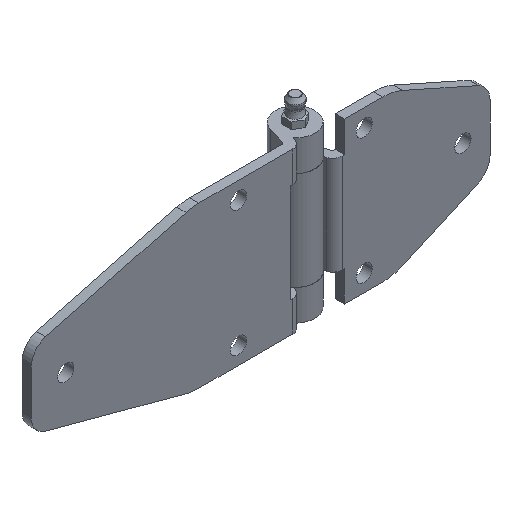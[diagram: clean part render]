
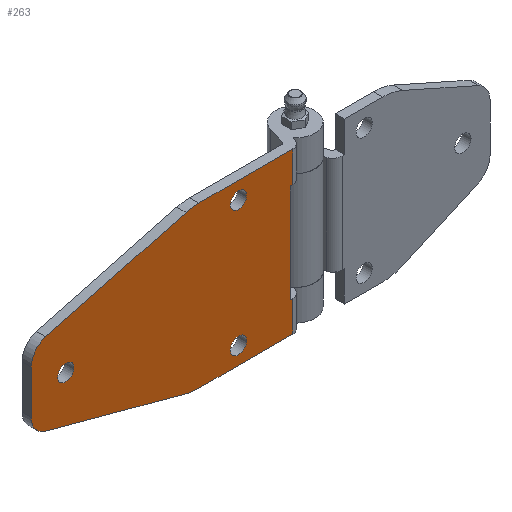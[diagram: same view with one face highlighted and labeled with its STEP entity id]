
A CAD part, isometric view. The second image highlights one B-rep face of the part: STEP entity #263.
In plain terms, the highlighted planar face has unit normal (0, -1, 0).
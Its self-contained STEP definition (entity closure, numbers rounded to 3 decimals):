
#263 = ADVANCED_FACE( '', ( #531, #532, #533, #534 ), #535, .F. );
#531 = FACE_BOUND( '', #821, .T. );
#532 = FACE_BOUND( '', #822, .T. );
#533 = FACE_BOUND( '', #823, .T. );
#534 = FACE_OUTER_BOUND( '', #824, .T. );
#535 = PLANE( '', #825 );
#821 = EDGE_LOOP( '', ( #1398 ) );
#822 = EDGE_LOOP( '', ( #1399 ) );
#823 = EDGE_LOOP( '', ( #1400 ) );
#824 = EDGE_LOOP( '', ( #1401, #1402, #1403, #1404, #1405, #1406, #1407, #1408, #1409, #1410, #1411, #1412, #1413, #1414 ) );
#825 = AXIS2_PLACEMENT_3D( '', #1415, #1416, #1417 );
#1398 = ORIENTED_EDGE( '', *, *, #1570, .T. );
#1399 = ORIENTED_EDGE( '', *, *, #1567, .T. );
#1400 = ORIENTED_EDGE( '', *, *, #1598, .T. );
#1401 = ORIENTED_EDGE( '', *, *, #1480, .F. );
#1402 = ORIENTED_EDGE( '', *, *, #1557, .F. );
#1403 = ORIENTED_EDGE( '', *, *, #1497, .F. );
#1404 = ORIENTED_EDGE( '', *, *, #1592, .F. );
#1405 = ORIENTED_EDGE( '', *, *, #1608, .T. );
#1406 = ORIENTED_EDGE( '', *, *, #1542, .F. );
#1407 = ORIENTED_EDGE( '', *, *, #1646, .T. );
#1408 = ORIENTED_EDGE( '', *, *, #1621, .F. );
#1409 = ORIENTED_EDGE( '', *, *, #1666, .T. );
#1410 = ORIENTED_EDGE( '', *, *, #1630, .F. );
#1411 = ORIENTED_EDGE( '', *, *, #1660, .T. );
#1412 = ORIENTED_EDGE( '', *, *, #1483, .F. );
#1413 = ORIENTED_EDGE( '', *, *, #1529, .F. );
#1414 = ORIENTED_EDGE( '', *, *, #1471, .F. );
#1415 = CARTESIAN_POINT( '', ( -116., -9., 32.5 ) );
#1416 = DIRECTION( '', ( 0., 1., 0. ) );
#1417 = DIRECTION( '', ( 0., 0., 1. ) );
#1471 = EDGE_CURVE( '', #1724, #1726, #1727, .T. );
#1480 = EDGE_CURVE( '', #1739, #1724, #1741, .T. );
#1483 = EDGE_CURVE( '', #1743, #1746, #1747, .T. );
#1497 = EDGE_CURVE( '', #1768, #1769, #1770, .T. );
#1529 = EDGE_CURVE( '', #1726, #1743, #1824, .T. );
#1542 = EDGE_CURVE( '', #1843, #1845, #1846, .T. );
#1557 = EDGE_CURVE( '', #1769, #1739, #1866, .T. );
#1567 = EDGE_CURVE( '', #1881, #1881, #1882, .T. );
#1570 = EDGE_CURVE( '', #1886, #1886, #1887, .T. );
#1592 = EDGE_CURVE( '', #1922, #1768, #1924, .T. );
#1598 = EDGE_CURVE( '', #1932, #1932, #1933, .T. );
#1608 = EDGE_CURVE( '', #1922, #1845, #1944, .T. );
#1621 = EDGE_CURVE( '', #1960, #1962, #1963, .T. );
#1630 = EDGE_CURVE( '', #1974, #1976, #1977, .T. );
#1646 = EDGE_CURVE( '', #1843, #1962, #1996, .T. );
#1660 = EDGE_CURVE( '', #1974, #1746, #2010, .T. );
#1666 = EDGE_CURVE( '', #1960, #1976, #2016, .T. );
#1724 = VERTEX_POINT( '', #2085 );
#1726 = VERTEX_POINT( '', #2088 );
#1727 = LINE( '', #2089, #2090 );
#1739 = VERTEX_POINT( '', #2105 );
#1741 = LINE( '', #2107, #2108 );
#1743 = VERTEX_POINT( '', #2110 );
#1746 = VERTEX_POINT( '', #2113 );
#1747 = LINE( '', #2114, #2115 );
#1768 = VERTEX_POINT( '', #2142 );
#1769 = VERTEX_POINT( '', #2143 );
#1770 = LINE( '', #2144, #2145 );
#1824 = LINE( '', #2241, #2242 );
#1843 = VERTEX_POINT( '', #2265 );
#1845 = VERTEX_POINT( '', #2268 );
#1846 = CIRCLE( '', #2269, 8. );
#1866 = LINE( '', #2298, #2299 );
#1881 = VERTEX_POINT( '', #2317 );
#1882 = CIRCLE( '', #2318, 3.3 );
#1886 = VERTEX_POINT( '', #2322 );
#1887 = CIRCLE( '', #2323, 3.3 );
#1922 = VERTEX_POINT( '', #2365 );
#1924 = CIRCLE( '', #2368, 20. );
#1932 = VERTEX_POINT( '', #2379 );
#1933 = CIRCLE( '', #2380, 3.3 );
#1944 = LINE( '', #2395, #2396 );
#1960 = VERTEX_POINT( '', #2418 );
#1962 = VERTEX_POINT( '', #2421 );
#1963 = CIRCLE( '', #2422, 8. );
#1974 = VERTEX_POINT( '', #2435 );
#1976 = VERTEX_POINT( '', #2438 );
#1977 = CIRCLE( '', #2439, 20. );
#1996 = LINE( '', #2465, #2466 );
#2010 = LINE( '', #2486, #2487 );
#2016 = LINE( '', #2494, #2495 );
#2085 = CARTESIAN_POINT( '', ( -11., -9., 20. ) );
#2088 = CARTESIAN_POINT( '', ( -11., -9., -20. ) );
#2089 = CARTESIAN_POINT( '', ( -11., -9., 32.5 ) );
#2090 = VECTOR( '', #2548, 1000. );
#2105 = CARTESIAN_POINT( '', ( -10., -9., 20. ) );
#2107 = CARTESIAN_POINT( '', ( -116., -9., 20. ) );
#2108 = VECTOR( '', #2564, 1000. );
#2110 = CARTESIAN_POINT( '', ( -10., -9., -20. ) );
#2113 = CARTESIAN_POINT( '', ( -10., -9., -32.5 ) );
#2114 = CARTESIAN_POINT( '', ( -10., -9., 32.5 ) );
#2115 = VECTOR( '', #2568, 1000. );
#2142 = CARTESIAN_POINT( '', ( -48.056, -9., 32.5 ) );
#2143 = CARTESIAN_POINT( '', ( -10., -9., 32.5 ) );
#2144 = CARTESIAN_POINT( '', ( -116., -9., 32.5 ) );
#2145 = VECTOR( '', #2584, 1000. );
#2241 = CARTESIAN_POINT( '', ( -116., -9., -20. ) );
#2242 = VECTOR( '', #2621, 1000. );
#2265 = CARTESIAN_POINT( '', ( -116., -9., 8.861 ) );
#2268 = CARTESIAN_POINT( '', ( -110.071, -9., 16.589 ) );
#2269 = AXIS2_PLACEMENT_3D( '', #2639, #2640, #2641 );
#2298 = CARTESIAN_POINT( '', ( -10., -9., 32.5 ) );
#2299 = VECTOR( '', #2654, 1000. );
#2317 = CARTESIAN_POINT( '', ( -32., -9., 28.8 ) );
#2318 = AXIS2_PLACEMENT_3D( '', #2667, #2668, #2669 );
#2322 = CARTESIAN_POINT( '', ( -32., -9., -22.2 ) );
#2323 = AXIS2_PLACEMENT_3D( '', #2673, #2674, #2675 );
#2365 = CARTESIAN_POINT( '', ( -53.232, -9., 31.819 ) );
#2368 = AXIS2_PLACEMENT_3D( '', #2708, #2709, #2710 );
#2379 = CARTESIAN_POINT( '', ( -102., -9., 3.3 ) );
#2380 = AXIS2_PLACEMENT_3D( '', #2714, #2715, #2716 );
#2395 = CARTESIAN_POINT( '', ( -111.625, -9., 16.172 ) );
#2396 = VECTOR( '', #2724, 1000. );
#2418 = CARTESIAN_POINT( '', ( -110.071, -9., -16.589 ) );
#2421 = CARTESIAN_POINT( '', ( -116., -9., -8.861 ) );
#2422 = AXIS2_PLACEMENT_3D( '', #2741, #2742, #2743 );
#2435 = CARTESIAN_POINT( '', ( -48.056, -9., -32.5 ) );
#2438 = CARTESIAN_POINT( '', ( -53.232, -9., -31.819 ) );
#2439 = AXIS2_PLACEMENT_3D( '', #2753, #2754, #2755 );
#2465 = CARTESIAN_POINT( '', ( -116., -9., 32.5 ) );
#2466 = VECTOR( '', #2772, 1000. );
#2486 = CARTESIAN_POINT( '', ( -116., -9., -32.5 ) );
#2487 = VECTOR( '', #2779, 1000. );
#2494 = CARTESIAN_POINT( '', ( -127.875, -9., -11.818 ) );
#2495 = VECTOR( '', #2781, 1000. );
#2548 = DIRECTION( '', ( 0., 0., -1. ) );
#2564 = DIRECTION( '', ( -1., 0., 0. ) );
#2568 = DIRECTION( '', ( 0., 0., -1. ) );
#2584 = DIRECTION( '', ( 1., 0., 0. ) );
#2621 = DIRECTION( '', ( 1., 0., 0. ) );
#2639 = CARTESIAN_POINT( '', ( -108., -9., 8.861 ) );
#2640 = DIRECTION( '', ( 0., 1., 0. ) );
#2641 = DIRECTION( '', ( 0., 0., 1. ) );
#2654 = DIRECTION( '', ( 0., 0., -1. ) );
#2667 = CARTESIAN_POINT( '', ( -32., -9., 25.5 ) );
#2668 = DIRECTION( '', ( 0., 1., 0. ) );
#2669 = DIRECTION( '', ( 0., 0., 1. ) );
#2673 = CARTESIAN_POINT( '', ( -32., -9., -25.5 ) );
#2674 = DIRECTION( '', ( 0., 1., 0. ) );
#2675 = DIRECTION( '', ( 0., 0., 1. ) );
#2708 = CARTESIAN_POINT( '', ( -48.056, -9., 12.5 ) );
#2709 = DIRECTION( '', ( 0., 1., 0. ) );
#2710 = DIRECTION( '', ( 0., 0., 1. ) );
#2714 = CARTESIAN_POINT( '', ( -102., -9., 0. ) );
#2715 = DIRECTION( '', ( 0., 1., 0. ) );
#2716 = DIRECTION( '', ( 0., 0., 1. ) );
#2724 = DIRECTION( '', ( -0.966, 0., -0.259 ) );
#2741 = CARTESIAN_POINT( '', ( -108., -9., -8.861 ) );
#2742 = DIRECTION( '', ( 0., 1., 0. ) );
#2743 = DIRECTION( '', ( 0., 0., 1. ) );
#2753 = CARTESIAN_POINT( '', ( -48.056, -9., -12.5 ) );
#2754 = DIRECTION( '', ( 0., 1., 0. ) );
#2755 = DIRECTION( '', ( 0., 0., 1. ) );
#2772 = DIRECTION( '', ( 0., 0., -1. ) );
#2779 = DIRECTION( '', ( 1., 0., 0. ) );
#2781 = DIRECTION( '', ( 0.966, 0., -0.259 ) );
